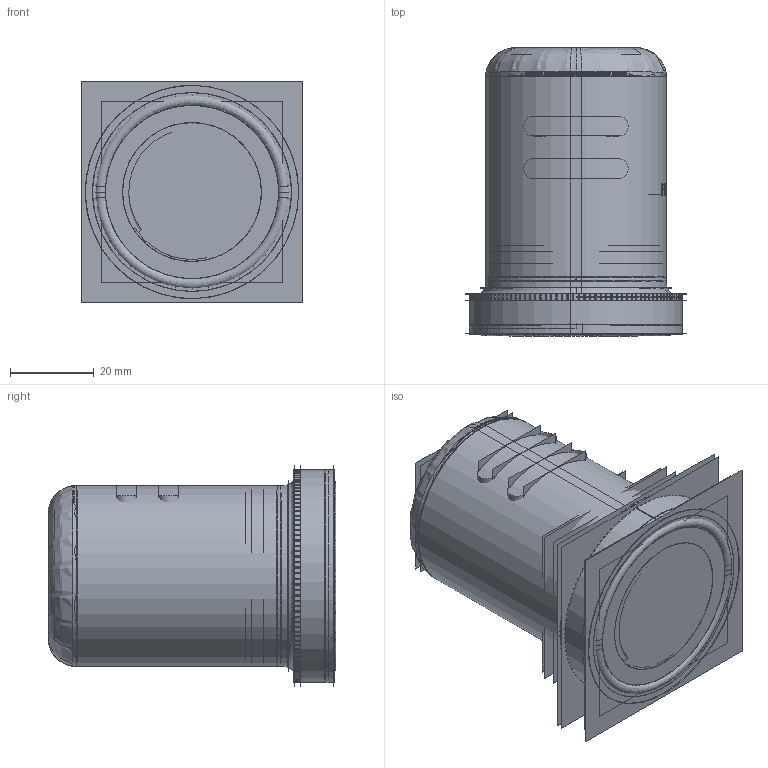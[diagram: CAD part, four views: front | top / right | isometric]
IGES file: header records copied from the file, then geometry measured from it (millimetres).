
Start section:  PTC IGES file: 2940-5751_asm.igs
Global section: file name: 2940-5751_asm.igs; native system: Creo Parametric by Parametric Technology Corporation; preprocessor: 2013150; author: rsmith; organization: Unknown; date: 20170119.163019; units: inch
Bounding box: 52.85 x 68.55 x 52.83 mm (x, y, z)
Surface area: 915894.1 mm2 (no closed solid volume)
Topology: 0 solids, 0 shells, 1722 faces, 29329 edges, 38330 vertices
Faces by surface type: bspline 1066, revolution 656
